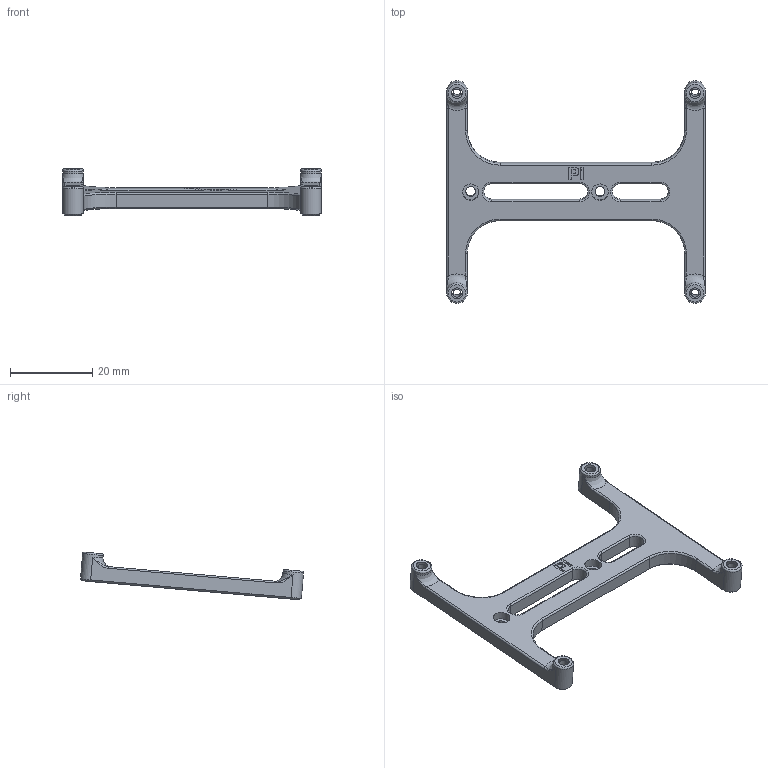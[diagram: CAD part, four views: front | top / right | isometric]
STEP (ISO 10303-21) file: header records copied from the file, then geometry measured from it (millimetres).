
FILE_DESCRIPTION(/* description */ (''),/* implementation_level */ '2;1');
FILE_NAME(/* name */ 'raspberry-bracket.step',/* time_stamp */ '2022-06-09T10:17:19-04:00',/* author */ (''),/* organization */ (''),/* preprocessor_version */ 'ST-DEVELOPER v19',/* originating_system */ 'Autodesk Translation Framework v11.7.0.108',/* authorisation */ '');
FILE_SCHEMA (('AUTOMOTIVE_DESIGN { 1 0 10303 214 3 1 1 }'));
Length unit declared in the file: millimetre
Products named in the file (1): Raspberry_Bracket
Bounding box: 63 x 54.33 x 11.61 mm (x, y, z)
Volume: 4765.5 mm3; surface area: 4094.1 mm2
Topology: 1 solids, 1 shells, 142 faces, 340 edges, 198 vertices
Faces by surface type: plane 54, cylinder 32, cone 22, bspline 18, torus 16
Full cylindrical faces by diameter (mm): 1.9 x4, 2.4 x2, 4 x2, 5 x4
Entity records: 4474 total; most frequent: CARTESIAN_POINT 1211, ORIENTED_EDGE 664, DIRECTION 660, EDGE_CURVE 332, AXIS2_PLACEMENT_3D 239, VERTEX_POINT 198, LINE 182, VECTOR 182
